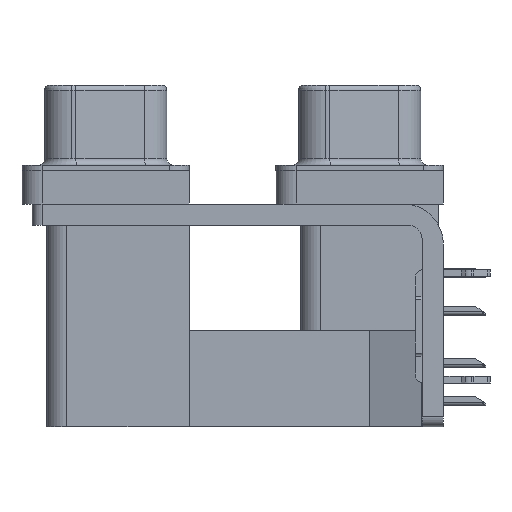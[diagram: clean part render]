
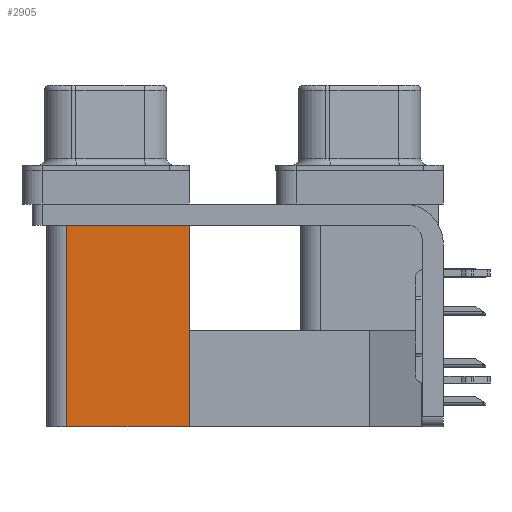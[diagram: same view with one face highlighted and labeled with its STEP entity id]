
A CAD part, left-side view. The second image highlights one B-rep face of the part: STEP entity #2905.
In plain terms, the highlighted planar face has unit normal (-1, 0, 0).
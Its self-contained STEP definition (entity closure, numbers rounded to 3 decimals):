
#60 = VECTOR ( 'NONE', #24469, 1000. ) ;
#273 = VECTOR ( 'NONE', #14481, 1000. ) ;
#325 = DIRECTION ( 'NONE',  ( 1., 0., 0. ) ) ;
#1445 = CARTESIAN_POINT ( 'NONE',  ( 3.79, 12.775, -19.2 ) ) ;
#2301 = FACE_OUTER_BOUND ( 'NONE', #4151, .T. ) ;
#2826 = VERTEX_POINT ( 'NONE', #24227 ) ;
#2905 = ADVANCED_FACE ( 'NONE', ( #2301 ), #14503, .F. ) ;
#3139 = CARTESIAN_POINT ( 'NONE',  ( 3.79, 12.775, -19.2 ) ) ;
#4151 = EDGE_LOOP ( 'NONE', ( #14125, #14364, #19269, #9230 ) ) ;
#6486 = LINE ( 'NONE', #14874, #273 ) ;
#8719 = LINE ( 'NONE', #12927, #60 ) ;
#8782 = AXIS2_PLACEMENT_3D ( 'NONE', #10322, #325, #22518 ) ;
#9230 = ORIENTED_EDGE ( 'NONE', *, *, #19756, .T. ) ;
#9406 = CARTESIAN_POINT ( 'NONE',  ( 3.79, 12.775, -19.2 ) ) ;
#10322 = CARTESIAN_POINT ( 'NONE',  ( 3.79, 12.775, -19.2 ) ) ;
#11260 = LINE ( 'NONE', #9406, #15189 ) ;
#11322 = DIRECTION ( 'NONE',  ( 0., 0., 1. ) ) ;
#11513 = DIRECTION ( 'NONE',  ( 0., 1., 0. ) ) ;
#12927 = CARTESIAN_POINT ( 'NONE',  ( 3.79, 21.975, -19.2 ) ) ;
#13447 = EDGE_CURVE ( 'NONE', #17778, #18331, #6486, .T. ) ;
#14125 = ORIENTED_EDGE ( 'NONE', *, *, #13447, .T. ) ;
#14364 = ORIENTED_EDGE ( 'NONE', *, *, #18053, .F. ) ;
#14423 = CARTESIAN_POINT ( 'NONE',  ( 3.79, 21.975, -2.5 ) ) ;
#14479 = VERTEX_POINT ( 'NONE', #3139 ) ;
#14481 = DIRECTION ( 'NONE',  ( 0., 1., 0. ) ) ;
#14503 = PLANE ( 'NONE',  #8782 ) ;
#14874 = CARTESIAN_POINT ( 'NONE',  ( 3.79, 12.775, -2.5 ) ) ;
#15189 = VECTOR ( 'NONE', #11513, 1000. ) ;
#15251 = VECTOR ( 'NONE', #11322, 1000. ) ;
#17778 = VERTEX_POINT ( 'NONE', #23563 ) ;
#18053 = EDGE_CURVE ( 'NONE', #2826, #18331, #8719, .T. ) ;
#18331 = VERTEX_POINT ( 'NONE', #14423 ) ;
#19269 = ORIENTED_EDGE ( 'NONE', *, *, #20154, .F. ) ;
#19756 = EDGE_CURVE ( 'NONE', #14479, #17778, #23118, .T. ) ;
#20154 = EDGE_CURVE ( 'NONE', #14479, #2826, #11260, .T. ) ;
#22518 = DIRECTION ( 'NONE',  ( 0., 0., -1. ) ) ;
#23118 = LINE ( 'NONE', #1445, #15251 ) ;
#23563 = CARTESIAN_POINT ( 'NONE',  ( 3.79, 12.775, -2.5 ) ) ;
#24227 = CARTESIAN_POINT ( 'NONE',  ( 3.79, 21.975, -19.2 ) ) ;
#24469 = DIRECTION ( 'NONE',  ( 0., 0., 1. ) ) ;
